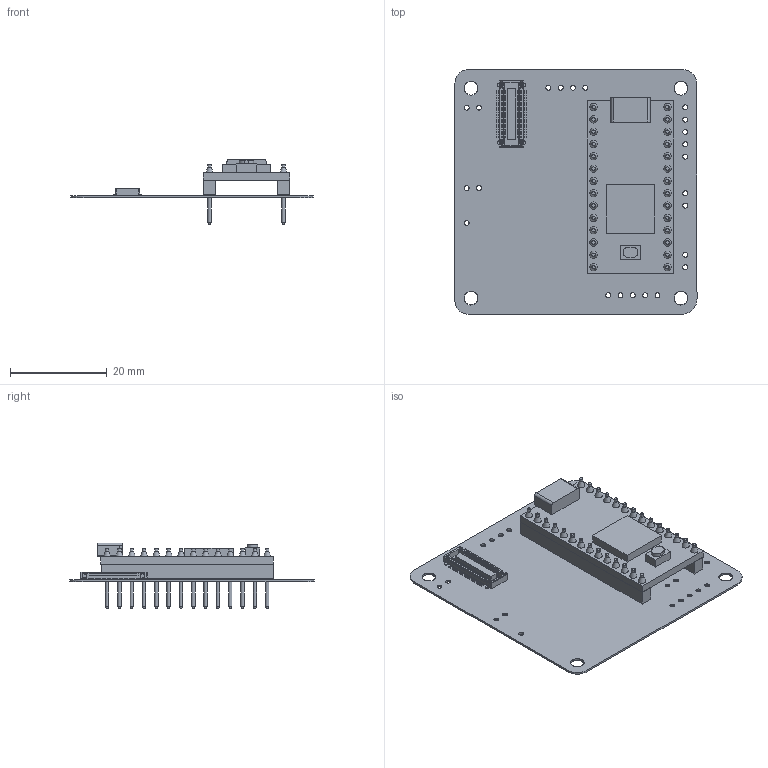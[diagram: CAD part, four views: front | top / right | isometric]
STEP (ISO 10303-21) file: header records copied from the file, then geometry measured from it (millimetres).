
FILE_DESCRIPTION(('Open CASCADE Model'),'2;1');
FILE_NAME('Open CASCADE Shape Model','2021-08-10T11:24:00',('Author'),( 'Open CASCADE'),'Open CASCADE STEP processor 6.8','Open CASCADE 6.8' ,'Unknown');
FILE_SCHEMA(('AUTOMOTIVE_DESIGN { 1 0 10303 214 1 1 1 1 }'));
Length unit declared in the file: millimetre
Products named in the file (9): PCB; BoardLenovo_Scanner_t32; Open CASCADE STEP translator 6.8 1.1.1; J1Lenovo_Scanner_t32; 543630489; Open CASCADE STEP translator 6.8 1.2.1.1; Open CASCADE STEP translator 6.8 1.2.1.2; Free-Models; Teensy3.2
Assembly tree (8 placements, depth 4):
  PCB
    BoardLenovo_Scanner_t32
      Open CASCADE STEP translator 6.8 1.1.1
    J1Lenovo_Scanner_t32
      543630489
        Open CASCADE STEP translator 6.8 1.2.1.1
        Open CASCADE STEP translator 6.8 1.2.1.2
    Free-Models
      Teensy3.2
Bounding box: 49.92 x 50.5 x 13.55 mm (x, y, z)
Volume: 2945 mm3; surface area: 8162.5 mm2
Topology: 3 solids, 3 shells, 2217 faces, 7324 edges, 5036 vertices
Faces by surface type: plane 2015, cylinder 146, cone 56
Full cylindrical faces by diameter (mm): 0.7 x56, 0.966 x40, 1.016 x23
Entity records: 79879 total; most frequent: CARTESIAN_POINT 14746, ORIENTED_EDGE 14296, DIRECTION 12126, EDGE_CURVE 7148, LINE 6734, VECTOR 6734, VERTEX_POINT 4684, AXIS2_PLACEMENT_3D 2696
